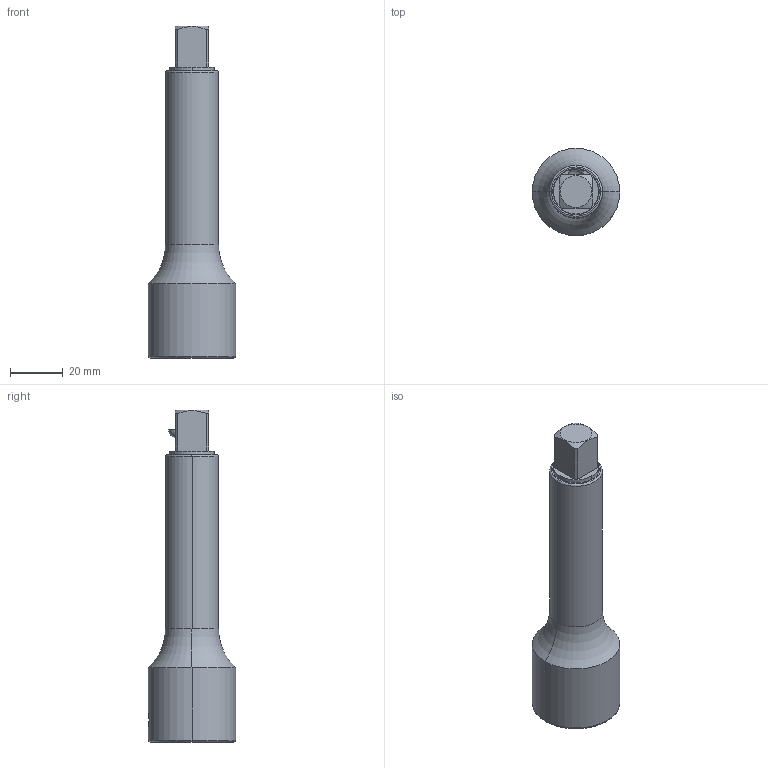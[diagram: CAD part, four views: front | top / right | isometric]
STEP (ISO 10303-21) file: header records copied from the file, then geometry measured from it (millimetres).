
FILE_DESCRIPTION((''),'2;1');
FILE_NAME('4027133433_ASM','2023-08-22T12:21:33',('A00565553'),(''),'CREO PARAMETRIC BY PTC INC, 2022414','CREO PARAMETRIC BY PTC INC, 2022414','');
FILE_SCHEMA(('CONFIG_CONTROL_DESIGN','GEOMETRIC_VALIDATION_PROPERTIES_MIM'));
Length unit declared in the file: millimetre
Products named in the file (3): 4027133443_; 4027045660; 4027133433_ASM
Assembly tree (2 placements, depth 2):
  4027133433_ASM
    4027133443_
    4027045660
Bounding box: 33 x 33 x 125.3 mm (x, y, z)
Volume: 43554 mm3; surface area: 25784.4 mm2
Topology: 3 solids, 3 shells, 82 faces, 212 edges, 129 vertices
Faces by surface type: cylinder 33, plane 20, torus 13, cone 10, bspline 4, sphere 2
Entity records: 4251 total; most frequent: CARTESIAN_POINT 1444, ORIENTED_EDGE 412, DIRECTION 408, PRESENTATION_STYLE_ASSIGNMENT 211, STYLED_ITEM 209, CURVE_STYLE 206, EDGE_CURVE 206, AXIS2_PLACEMENT_3D 172
